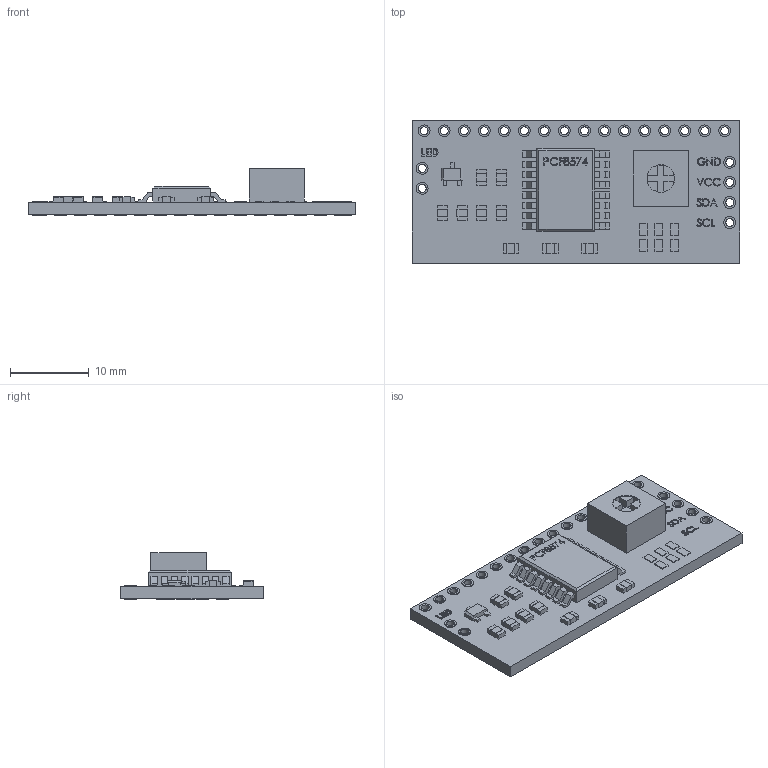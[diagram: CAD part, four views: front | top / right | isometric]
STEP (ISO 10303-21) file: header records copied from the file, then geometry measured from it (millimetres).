
FILE_DESCRIPTION (( 'STEP AP214' ), '1' );
FILE_NAME ('PCF8574.STEP', '2022-08-29T12:23:48', ( '' ), ( '' ), 'SwSTEP 2.0', 'SolidWorks 2022', '' );
FILE_SCHEMA (( 'AUTOMOTIVE_DESIGN' ));
Length unit declared in the file: millimetre
Products named in the file (1): PCF8574
Bounding box: 41.5 x 18 x 5.95 mm (x, y, z)
Volume: 1558.2 mm3; surface area: 2113 mm2
Topology: 1 solids, 1 shells, 797 faces, 2086 edges, 1384 vertices
Faces by surface type: plane 538, cylinder 134, bspline 125
Entity records: 36284 total; most frequent: CARTESIAN_POINT 12097, ORIENTED_EDGE 4172, DIRECTION 3458, EDGE_CURVE 2086, VECTOR 1560, LINE 1560, VERTEX_POINT 1384, EDGE_LOOP 966
